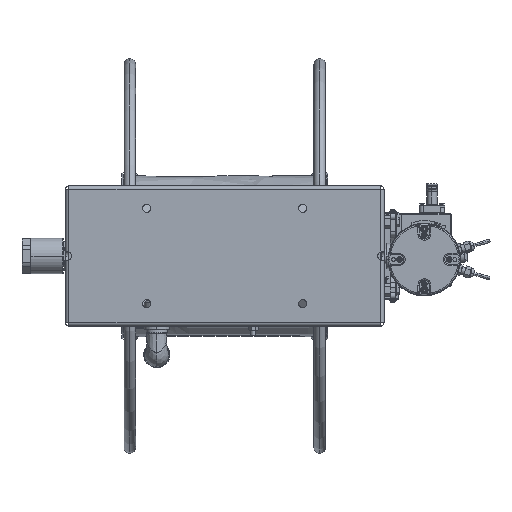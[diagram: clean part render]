
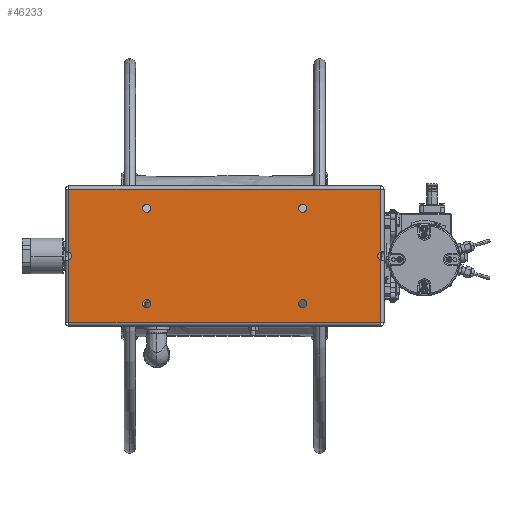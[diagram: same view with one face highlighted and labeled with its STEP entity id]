
A CAD part, front view. The second image highlights one B-rep face of the part: STEP entity #46233.
In plain terms, the highlighted planar face has unit normal (0, -1, 0).
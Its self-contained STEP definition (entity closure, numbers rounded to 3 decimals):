
#43709=DIRECTION('',(0.,0.,-1.));
#43710=VECTOR('',#43709,98.725);
#43711=CARTESIAN_POINT('',(-245.,-364.2,105.));
#43712=LINE('',#43711,#43710);
#43730=DIRECTION('',(0.,0.,-1.));
#43731=VECTOR('',#43730,98.725);
#43732=CARTESIAN_POINT('',(-245.,-364.2,-6.275));
#43733=LINE('',#43732,#43731);
#43743=CARTESIAN_POINT('',(-246.696,-364.2,0.));
#43744=DIRECTION('',(0.,1.,0.));
#43745=DIRECTION('',(0.261,0.,0.965));
#43746=AXIS2_PLACEMENT_3D('',#43743,#43744,#43745);
#43748=DIRECTION('',(1.,0.,0.));
#43749=VECTOR('',#43748,0.353);
#43750=CARTESIAN_POINT('',(-245.,-364.2,105.));
#43751=LINE('',#43750,#43749);
#43752=DIRECTION('',(1.,0.,0.));
#43753=VECTOR('',#43752,0.353);
#43754=CARTESIAN_POINT('',(244.647,-364.2,105.));
#43755=LINE('',#43754,#43753);
#43756=CARTESIAN_POINT('',(246.696,-364.2,0.));
#43757=DIRECTION('',(0.,1.,0.));
#43758=DIRECTION('',(-1.,0.,0.));
#43759=AXIS2_PLACEMENT_3D('',#43756,#43757,#43758);
#43761=CARTESIAN_POINT('',(246.696,-364.2,0.));
#43762=DIRECTION('',(0.,1.,0.));
#43763=DIRECTION('',(-0.261,0.,-0.965));
#43764=AXIS2_PLACEMENT_3D('',#43761,#43762,#43763);
#43766=DIRECTION('',(-1.,0.,0.));
#43767=VECTOR('',#43766,0.353);
#43768=CARTESIAN_POINT('',(245.,-364.2,-105.));
#43769=LINE('',#43768,#43767);
#43770=DIRECTION('',(-1.,0.,0.));
#43771=VECTOR('',#43770,0.353);
#43772=CARTESIAN_POINT('',(-244.647,-364.2,-105.));
#43773=LINE('',#43772,#43771);
#43774=CARTESIAN_POINT('',(-246.696,-364.2,0.));
#43775=DIRECTION('',(0.,1.,0.));
#43776=DIRECTION('',(1.,0.,0.));
#43777=AXIS2_PLACEMENT_3D('',#43774,#43775,#43776);
#43779=CARTESIAN_POINT('',(-122.5,-364.2,-75.));
#43780=DIRECTION('',(0.,1.,0.));
#43781=DIRECTION('',(-1.,0.,0.));
#43782=AXIS2_PLACEMENT_3D('',#43779,#43780,#43781);
#43784=CARTESIAN_POINT('',(-122.5,-364.2,-75.));
#43785=DIRECTION('',(0.,1.,0.));
#43786=DIRECTION('',(1.,0.,0.));
#43787=AXIS2_PLACEMENT_3D('',#43784,#43785,#43786);
#43789=CARTESIAN_POINT('',(-122.5,-364.2,75.));
#43790=DIRECTION('',(0.,1.,0.));
#43791=DIRECTION('',(-1.,0.,0.));
#43792=AXIS2_PLACEMENT_3D('',#43789,#43790,#43791);
#43794=CARTESIAN_POINT('',(-122.5,-364.2,75.));
#43795=DIRECTION('',(0.,1.,0.));
#43796=DIRECTION('',(1.,0.,0.));
#43797=AXIS2_PLACEMENT_3D('',#43794,#43795,#43796);
#43799=CARTESIAN_POINT('',(122.5,-364.2,-75.));
#43800=DIRECTION('',(0.,1.,0.));
#43801=DIRECTION('',(-1.,0.,0.));
#43802=AXIS2_PLACEMENT_3D('',#43799,#43800,#43801);
#43804=CARTESIAN_POINT('',(122.5,-364.2,-75.));
#43805=DIRECTION('',(0.,1.,0.));
#43806=DIRECTION('',(1.,0.,0.));
#43807=AXIS2_PLACEMENT_3D('',#43804,#43805,#43806);
#43809=CARTESIAN_POINT('',(122.5,-364.2,75.));
#43810=DIRECTION('',(0.,1.,0.));
#43811=DIRECTION('',(-1.,0.,0.));
#43812=AXIS2_PLACEMENT_3D('',#43809,#43810,#43811);
#43814=CARTESIAN_POINT('',(122.5,-364.2,75.));
#43815=DIRECTION('',(0.,1.,0.));
#43816=DIRECTION('',(1.,0.,0.));
#43817=AXIS2_PLACEMENT_3D('',#43814,#43815,#43816);
#44086=DIRECTION('',(0.,0.,-1.));
#44087=VECTOR('',#44086,98.725);
#44088=CARTESIAN_POINT('',(245.,-364.2,105.));
#44089=LINE('',#44088,#44087);
#44125=DIRECTION('',(0.,0.,-1.));
#44126=VECTOR('',#44125,98.725);
#44127=CARTESIAN_POINT('',(245.,-364.2,-6.275));
#44128=LINE('',#44127,#44126);
#44811=DIRECTION('',(1.,0.,0.));
#44812=VECTOR('',#44811,489.293);
#44813=CARTESIAN_POINT('',(-244.647,-364.2,105.));
#44814=LINE('',#44813,#44812);
#44926=DIRECTION('',(-1.,0.,0.));
#44927=VECTOR('',#44926,489.293);
#44928=CARTESIAN_POINT('',(244.647,-364.2,-105.));
#44929=LINE('',#44928,#44927);
#45455=CARTESIAN_POINT('',(-245.,-364.2,-105.));
#45456=CARTESIAN_POINT('',(-244.647,-364.2,-105.));
#45457=VERTEX_POINT('',#45455);
#45458=VERTEX_POINT('',#45456);
#45459=CARTESIAN_POINT('',(-245.,-364.2,105.));
#45460=CARTESIAN_POINT('',(-244.647,-364.2,105.));
#45461=VERTEX_POINT('',#45459);
#45462=VERTEX_POINT('',#45460);
#45463=CARTESIAN_POINT('',(245.,-364.2,-105.));
#45464=CARTESIAN_POINT('',(244.647,-364.2,-105.));
#45465=VERTEX_POINT('',#45463);
#45466=VERTEX_POINT('',#45464);
#45467=CARTESIAN_POINT('',(245.,-364.2,105.));
#45468=CARTESIAN_POINT('',(244.647,-364.2,105.));
#45469=VERTEX_POINT('',#45467);
#45470=VERTEX_POINT('',#45468);
#45517=CARTESIAN_POINT('',(-245.,-364.2,6.275));
#45518=CARTESIAN_POINT('',(-240.196,-364.2,0.));
#45519=VERTEX_POINT('',#45517);
#45520=VERTEX_POINT('',#45518);
#45521=CARTESIAN_POINT('',(-245.,-364.2,-6.275));
#45522=VERTEX_POINT('',#45521);
#45523=CARTESIAN_POINT('',(240.196,-364.2,0.));
#45524=CARTESIAN_POINT('',(245.,-364.2,6.275));
#45525=VERTEX_POINT('',#45523);
#45526=VERTEX_POINT('',#45524);
#45527=CARTESIAN_POINT('',(245.,-364.2,-6.275));
#45528=VERTEX_POINT('',#45527);
#45623=CARTESIAN_POINT('',(-129.,-364.2,-75.));
#45624=CARTESIAN_POINT('',(-116.,-364.2,-75.));
#45625=VERTEX_POINT('',#45623);
#45626=VERTEX_POINT('',#45624);
#45631=CARTESIAN_POINT('',(-129.,-364.2,75.));
#45632=CARTESIAN_POINT('',(-116.,-364.2,75.));
#45633=VERTEX_POINT('',#45631);
#45634=VERTEX_POINT('',#45632);
#45635=CARTESIAN_POINT('',(116.,-364.2,-75.));
#45636=CARTESIAN_POINT('',(129.,-364.2,-75.));
#45637=VERTEX_POINT('',#45635);
#45638=VERTEX_POINT('',#45636);
#45639=CARTESIAN_POINT('',(116.,-364.2,75.));
#45640=CARTESIAN_POINT('',(129.,-364.2,75.));
#45641=VERTEX_POINT('',#45639);
#45642=VERTEX_POINT('',#45640);
#46176=CARTESIAN_POINT('',(-250.,-364.2,110.));
#46177=DIRECTION('',(0.,-1.,0.));
#46178=DIRECTION('',(1.,0.,0.));
#46179=AXIS2_PLACEMENT_3D('',#46176,#46177,#46178);
#46180=PLANE('',#46179);
#46182=ORIENTED_EDGE('',*,*,#46181,.F.);
#46183=ORIENTED_EDGE('',*,*,#46132,.F.);
#46185=ORIENTED_EDGE('',*,*,#46184,.T.);
#46187=ORIENTED_EDGE('',*,*,#46186,.T.);
#46189=ORIENTED_EDGE('',*,*,#46188,.T.);
#46191=ORIENTED_EDGE('',*,*,#46190,.T.);
#46193=ORIENTED_EDGE('',*,*,#46192,.F.);
#46195=ORIENTED_EDGE('',*,*,#46194,.F.);
#46197=ORIENTED_EDGE('',*,*,#46196,.T.);
#46199=ORIENTED_EDGE('',*,*,#46198,.T.);
#46201=ORIENTED_EDGE('',*,*,#46200,.T.);
#46203=ORIENTED_EDGE('',*,*,#46202,.T.);
#46204=ORIENTED_EDGE('',*,*,#46156,.F.);
#46206=ORIENTED_EDGE('',*,*,#46205,.F.);
#46207=EDGE_LOOP('',(#46182,#46183,#46185,#46187,#46189,#46191,#46193,#46195,
#46197,#46199,#46201,#46203,#46204,#46206));
#46208=FACE_OUTER_BOUND('',#46207,.F.);
#46210=ORIENTED_EDGE('',*,*,#46209,.F.);
#46212=ORIENTED_EDGE('',*,*,#46211,.F.);
#46213=EDGE_LOOP('',(#46210,#46212));
#46214=FACE_BOUND('',#46213,.F.);
#46216=ORIENTED_EDGE('',*,*,#46215,.F.);
#46218=ORIENTED_EDGE('',*,*,#46217,.F.);
#46219=EDGE_LOOP('',(#46216,#46218));
#46220=FACE_BOUND('',#46219,.F.);
#46222=ORIENTED_EDGE('',*,*,#46221,.F.);
#46224=ORIENTED_EDGE('',*,*,#46223,.F.);
#46225=EDGE_LOOP('',(#46222,#46224));
#46226=FACE_BOUND('',#46225,.F.);
#46228=ORIENTED_EDGE('',*,*,#46227,.F.);
#46230=ORIENTED_EDGE('',*,*,#46229,.F.);
#46231=EDGE_LOOP('',(#46228,#46230));
#46232=FACE_BOUND('',#46231,.F.);
#46233=ADVANCED_FACE('',(#46208,#46214,#46220,#46226,#46232),#46180,.T.);
#43747=CIRCLE('',#43746,6.5);
#43760=CIRCLE('',#43759,6.5);
#43765=CIRCLE('',#43764,6.5);
#43778=CIRCLE('',#43777,6.5);
#43783=CIRCLE('',#43782,6.5);
#43788=CIRCLE('',#43787,6.5);
#43793=CIRCLE('',#43792,6.5);
#43798=CIRCLE('',#43797,6.5);
#43803=CIRCLE('',#43802,6.5);
#43808=CIRCLE('',#43807,6.5);
#43813=CIRCLE('',#43812,6.5);
#43818=CIRCLE('',#43817,6.5);
#46132=EDGE_CURVE('',#45461,#45519,#43712,.T.);
#46156=EDGE_CURVE('',#45522,#45457,#43733,.T.);
#46181=EDGE_CURVE('',#45519,#45520,#43747,.T.);
#46184=EDGE_CURVE('',#45461,#45462,#43751,.T.);
#46186=EDGE_CURVE('',#45462,#45470,#44814,.T.);
#46188=EDGE_CURVE('',#45470,#45469,#43755,.T.);
#46190=EDGE_CURVE('',#45469,#45526,#44089,.T.);
#46192=EDGE_CURVE('',#45525,#45526,#43760,.T.);
#46194=EDGE_CURVE('',#45528,#45525,#43765,.T.);
#46196=EDGE_CURVE('',#45528,#45465,#44128,.T.);
#46198=EDGE_CURVE('',#45465,#45466,#43769,.T.);
#46200=EDGE_CURVE('',#45466,#45458,#44929,.T.);
#46202=EDGE_CURVE('',#45458,#45457,#43773,.T.);
#46205=EDGE_CURVE('',#45520,#45522,#43778,.T.);
#46209=EDGE_CURVE('',#45625,#45626,#43783,.T.);
#46211=EDGE_CURVE('',#45626,#45625,#43788,.T.);
#46215=EDGE_CURVE('',#45633,#45634,#43793,.T.);
#46217=EDGE_CURVE('',#45634,#45633,#43798,.T.);
#46221=EDGE_CURVE('',#45637,#45638,#43803,.T.);
#46223=EDGE_CURVE('',#45638,#45637,#43808,.T.);
#46227=EDGE_CURVE('',#45641,#45642,#43813,.T.);
#46229=EDGE_CURVE('',#45642,#45641,#43818,.T.);
